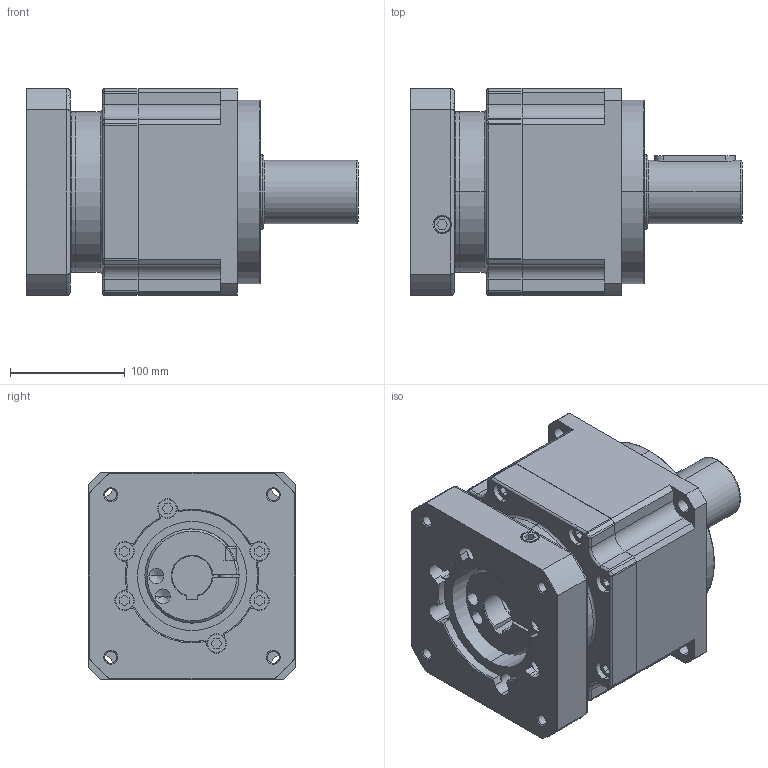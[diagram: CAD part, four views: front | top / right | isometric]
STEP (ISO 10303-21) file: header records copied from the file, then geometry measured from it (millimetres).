
FILE_DESCRIPTION (( 'STEP AP203' ), '1' );
FILE_NAME ('PGH180-L1-35-114.3-200-M12-A55(入力带键槽).STEP', '2024-05-31T03:38:46', ( '' ), ( '' ), 'SwSTEP 2.0', 'SolidWorks 2018', '' );
FILE_SCHEMA (( 'CONFIG_CONTROL_DESIGN' ));
Length unit declared in the file: millimetre
Products named in the file (1): PGH180-L1-35-114.3-200-M12-A55(入力带键槽)
Bounding box: 289 x 180 x 180 mm (x, y, z)
Volume: 5365044.7 mm3; surface area: 480456.2 mm2
Topology: 23 solids, 23 shells, 657 faces, 1579 edges, 977 vertices
Faces by surface type: plane 265, cylinder 234, cone 79, torus 60, sphere 16, bspline 3
Entity records: 21286 total; most frequent: CARTESIAN_POINT 5730, DIRECTION 3414, ORIENTED_EDGE 3098, EDGE_CURVE 1549, AXIS2_PLACEMENT_3D 1305, VERTEX_POINT 977, LINE 804, VECTOR 804
